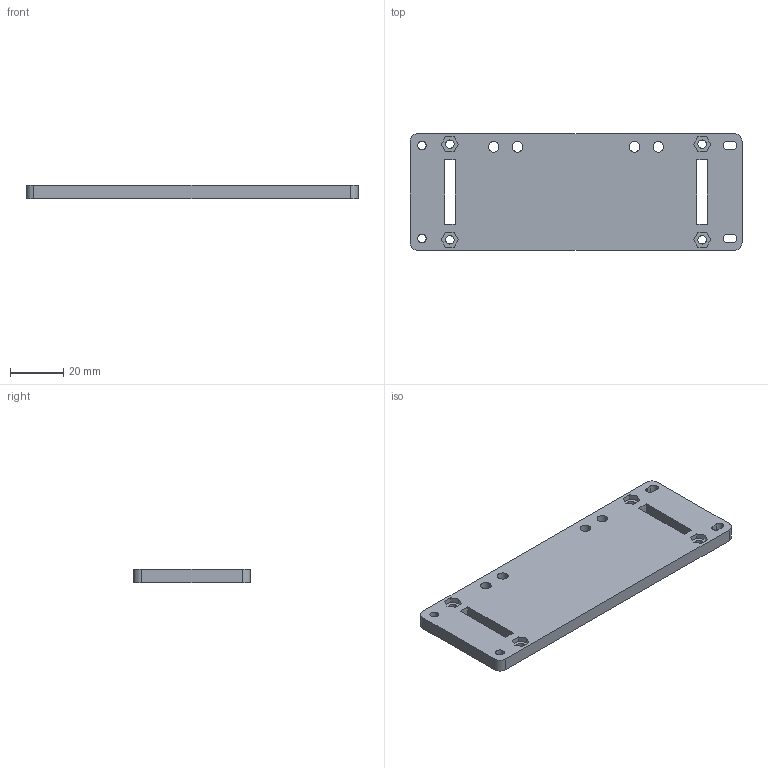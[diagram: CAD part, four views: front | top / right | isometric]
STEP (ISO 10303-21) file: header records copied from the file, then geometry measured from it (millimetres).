
FILE_DESCRIPTION(('FreeCAD Model'),'2;1');
FILE_NAME('linear-frog-x1.step','2021-04-28T13:19:04' ,('Author'),(''),'Open CASCADE STEP processor 7.3','FreeCAD','Unknown' );
FILE_SCHEMA(('AUTOMOTIVE_DESIGN { 1 0 10303 214 1 1 1 1 }'));
Length unit declared in the file: millimetre
Products named in the file (1): linear-frog-02
Bounding box: 125 x 44 x 5 mm (x, y, z)
Volume: 25707.9 mm3; surface area: 13337.4 mm2
Topology: 1 solids, 1 shells, 64 faces, 176 edges, 118 vertices
Faces by surface type: plane 46, cylinder 18
Full cylindrical faces by diameter (mm): 3.2 x6, 4 x4
Entity records: 4806 total; most frequent: CARTESIAN_POINT 861, DIRECTION 611, LINE 380, VECTOR 380, ORIENTED_EDGE 352, PCURVE 352, DEFINITIONAL_REPRESENTATION 352, EDGE_CURVE 176
